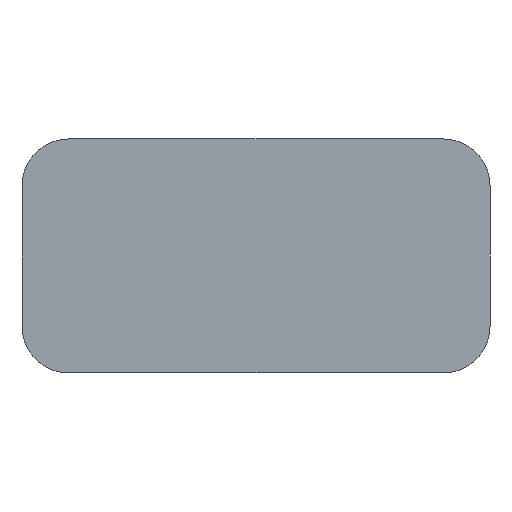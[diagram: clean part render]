
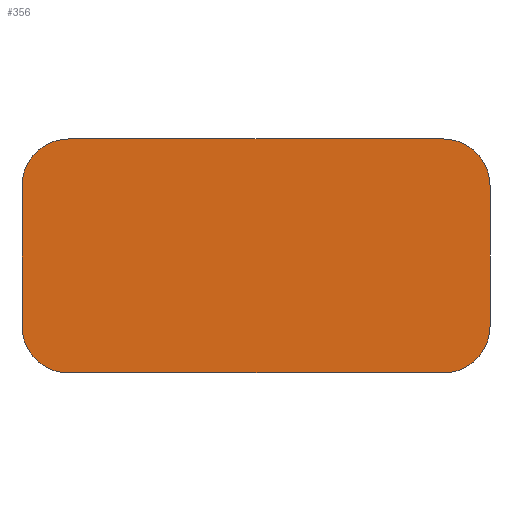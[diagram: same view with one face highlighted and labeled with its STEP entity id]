
A CAD part, front view. The second image highlights one B-rep face of the part: STEP entity #356.
In plain terms, the highlighted planar face has unit normal (0, -1, 0).
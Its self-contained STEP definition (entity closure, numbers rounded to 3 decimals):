
#15 = EDGE_CURVE ( 'NONE', #418, #301, #150, .T. ) ;
#17 = CIRCLE ( 'NONE', #188, 10. ) ;
#42 = VECTOR ( 'NONE', #162, 1000. ) ;
#51 = EDGE_CURVE ( 'NONE', #301, #617, #408, .T. ) ;
#55 = CARTESIAN_POINT ( 'NONE',  ( -50., 0., -25. ) ) ;
#61 = VERTEX_POINT ( 'NONE', #256 ) ;
#83 = DIRECTION ( 'NONE',  ( 0., 1., 0. ) ) ;
#86 = EDGE_CURVE ( 'NONE', #61, #399, #110, .T. ) ;
#91 = FACE_OUTER_BOUND ( 'NONE', #403, .T. ) ;
#100 = EDGE_CURVE ( 'NONE', #61, #609, #17, .T. ) ;
#110 = LINE ( 'NONE', #309, #412 ) ;
#111 = ORIENTED_EDGE ( 'NONE', *, *, #100, .T. ) ;
#127 = CARTESIAN_POINT ( 'NONE',  ( 40., 0., -25. ) ) ;
#130 = DIRECTION ( 'NONE',  ( 0., 0., 1. ) ) ;
#141 = DIRECTION ( 'NONE',  ( 0., -1., 0. ) ) ;
#148 = EDGE_CURVE ( 'NONE', #153, #449, #493, .T. ) ;
#150 = CIRCLE ( 'NONE', #518, 10. ) ;
#153 = VERTEX_POINT ( 'NONE', #653 ) ;
#154 = CARTESIAN_POINT ( 'NONE',  ( -40., 0., -15. ) ) ;
#157 = DIRECTION ( 'NONE',  ( 1., 0., 0. ) ) ;
#162 = DIRECTION ( 'NONE',  ( 0., 0., 1. ) ) ;
#170 = ORIENTED_EDGE ( 'NONE', *, *, #51, .T. ) ;
#180 = CARTESIAN_POINT ( 'NONE',  ( 0., 0., 0. ) ) ;
#183 = CARTESIAN_POINT ( 'NONE',  ( -40., 0., -25. ) ) ;
#188 = AXIS2_PLACEMENT_3D ( 'NONE', #204, #141, #603 ) ;
#204 = CARTESIAN_POINT ( 'NONE',  ( -40., 0., 15. ) ) ;
#214 = CARTESIAN_POINT ( 'NONE',  ( 40., 0., 15. ) ) ;
#251 = ORIENTED_EDGE ( 'NONE', *, *, #294, .T. ) ;
#256 = CARTESIAN_POINT ( 'NONE',  ( -40., 0., 25. ) ) ;
#270 = CARTESIAN_POINT ( 'NONE',  ( -50., 0., -15. ) ) ;
#288 = CIRCLE ( 'NONE', #398, 10. ) ;
#290 = PLANE ( 'NONE',  #338 ) ;
#294 = EDGE_CURVE ( 'NONE', #617, #153, #535, .T. ) ;
#298 = ORIENTED_EDGE ( 'NONE', *, *, #386, .T. ) ;
#299 = DIRECTION ( 'NONE',  ( 0., 0., 1. ) ) ;
#301 = VERTEX_POINT ( 'NONE', #183 ) ;
#309 = CARTESIAN_POINT ( 'NONE',  ( -50., 0., 25. ) ) ;
#338 = AXIS2_PLACEMENT_3D ( 'NONE', #180, #83, #130 ) ;
#342 = CARTESIAN_POINT ( 'NONE',  ( 40., 0., -15. ) ) ;
#356 = ADVANCED_FACE ( 'NONE', ( #91 ), #290, .F. ) ;
#366 = AXIS2_PLACEMENT_3D ( 'NONE', #342, #576, #537 ) ;
#373 = CARTESIAN_POINT ( 'NONE',  ( -50., 0., 15. ) ) ;
#375 = CARTESIAN_POINT ( 'NONE',  ( 50., 0., 15. ) ) ;
#386 = EDGE_CURVE ( 'NONE', #449, #399, #288, .T. ) ;
#393 = ORIENTED_EDGE ( 'NONE', *, *, #451, .F. ) ;
#398 = AXIS2_PLACEMENT_3D ( 'NONE', #214, #429, #470 ) ;
#399 = VERTEX_POINT ( 'NONE', #570 ) ;
#403 = EDGE_LOOP ( 'NONE', ( #393, #502, #170, #251, #573, #298, #447, #111 ) ) ;
#408 = LINE ( 'NONE', #55, #607 ) ;
#412 = VECTOR ( 'NONE', #511, 1000. ) ;
#418 = VERTEX_POINT ( 'NONE', #270 ) ;
#429 = DIRECTION ( 'NONE',  ( 0., -1., 0. ) ) ;
#444 = DIRECTION ( 'NONE',  ( 0., 0., 1. ) ) ;
#447 = ORIENTED_EDGE ( 'NONE', *, *, #86, .F. ) ;
#449 = VERTEX_POINT ( 'NONE', #375 ) ;
#451 = EDGE_CURVE ( 'NONE', #418, #609, #467, .T. ) ;
#458 = DIRECTION ( 'NONE',  ( 0., -1., 0. ) ) ;
#467 = LINE ( 'NONE', #616, #42 ) ;
#470 = DIRECTION ( 'NONE',  ( 0., 0., 1. ) ) ;
#493 = LINE ( 'NONE', #495, #596 ) ;
#495 = CARTESIAN_POINT ( 'NONE',  ( 50., 0., -25. ) ) ;
#502 = ORIENTED_EDGE ( 'NONE', *, *, #15, .T. ) ;
#511 = DIRECTION ( 'NONE',  ( 1., 0., 0. ) ) ;
#518 = AXIS2_PLACEMENT_3D ( 'NONE', #154, #458, #299 ) ;
#535 = CIRCLE ( 'NONE', #366, 10. ) ;
#537 = DIRECTION ( 'NONE',  ( 0., 0., 1. ) ) ;
#570 = CARTESIAN_POINT ( 'NONE',  ( 40., 0., 25. ) ) ;
#573 = ORIENTED_EDGE ( 'NONE', *, *, #148, .T. ) ;
#576 = DIRECTION ( 'NONE',  ( 0., -1., 0. ) ) ;
#596 = VECTOR ( 'NONE', #444, 1000. ) ;
#603 = DIRECTION ( 'NONE',  ( 0., 0., 1. ) ) ;
#607 = VECTOR ( 'NONE', #157, 1000. ) ;
#609 = VERTEX_POINT ( 'NONE', #373 ) ;
#616 = CARTESIAN_POINT ( 'NONE',  ( -50., 0., -25. ) ) ;
#617 = VERTEX_POINT ( 'NONE', #127 ) ;
#653 = CARTESIAN_POINT ( 'NONE',  ( 50., 0., -15. ) ) ;
